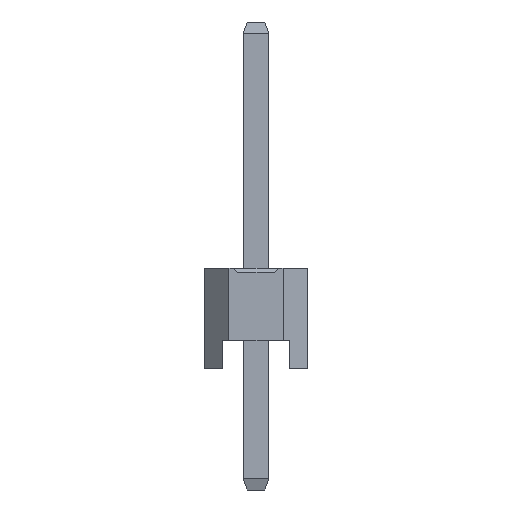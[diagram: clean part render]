
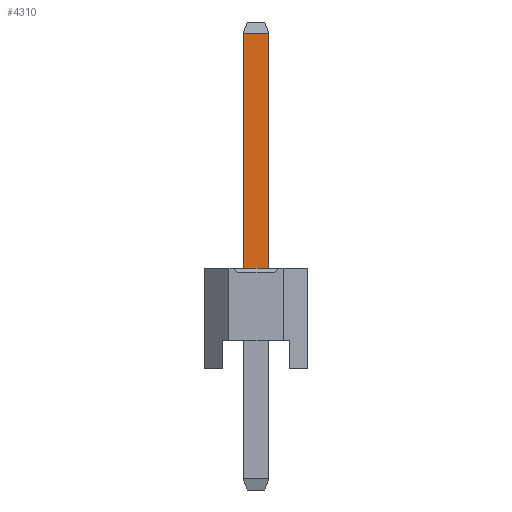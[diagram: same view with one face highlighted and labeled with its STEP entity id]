
A CAD part, left-side view. The second image highlights one B-rep face of the part: STEP entity #4310.
In plain terms, the highlighted planar face has unit normal (-1, 0, 0).
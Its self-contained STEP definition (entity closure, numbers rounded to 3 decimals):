
#4310=ADVANCED_FACE('',(#11303),#11305,.T.);
#11303=FACE_BOUND('',#11304,.T.);
#11304=EDGE_LOOP('',(#16779,#16780,#16781,#16782));
#11305=PLANE('',#11306);
#11306=AXIS2_PLACEMENT_3D('',#11307,#11308,#11309);
#11307=CARTESIAN_POINT('',(-0.32,0.32,-3.));
#11308=DIRECTION('',(-1.,0.,0.));
#11309=DIRECTION('',(0.,-1.,0.));
#16779=ORIENTED_EDGE('',*,*,#19976,.F.);
#16780=ORIENTED_EDGE('',*,*,#19971,.F.);
#16781=ORIENTED_EDGE('',*,*,#18926,.T.);
#16782=ORIENTED_EDGE('',*,*,#19975,.T.);
#18926=EDGE_CURVE('',#21650,#21654,#21656,.T.);
#19971=EDGE_CURVE('',#21650,#23220,#23223,.T.);
#19975=EDGE_CURVE('',#21654,#23227,#23229,.T.);
#19976=EDGE_CURVE('',#23220,#23227,#23230,.T.);
#21650=VERTEX_POINT('',#26316);
#21654=VERTEX_POINT('',#26324);
#21656=LINE('',#26328,#26329);
#23220=VERTEX_POINT('',#29978);
#23223=LINE('',#29985,#29986);
#23227=VERTEX_POINT('',#29995);
#23229=LINE('',#29999,#30000);
#23230=LINE('',#30002,#30003);
#26316=CARTESIAN_POINT('',(-0.32,0.32,2.5));
#26324=CARTESIAN_POINT('',(-0.32,-0.32,2.5));
#26328=CARTESIAN_POINT('',(-0.32,0.32,2.5));
#26329=VECTOR('',#26330,1.);
#26330=DIRECTION('',(0.,-1.,0.));
#29978=CARTESIAN_POINT('',(-0.32,0.32,8.325));
#29985=CARTESIAN_POINT('',(-0.32,0.32,2.5));
#29986=VECTOR('',#29987,1.);
#29987=DIRECTION('',(0.,0.,1.));
#29995=CARTESIAN_POINT('',(-0.32,-0.32,8.325));
#29999=CARTESIAN_POINT('',(-0.32,-0.32,2.5));
#30000=VECTOR('',#30001,1.);
#30001=DIRECTION('',(0.,0.,1.));
#30002=CARTESIAN_POINT('',(-0.32,0.32,8.325));
#30003=VECTOR('',#30004,1.);
#30004=DIRECTION('',(0.,-1.,0.));
